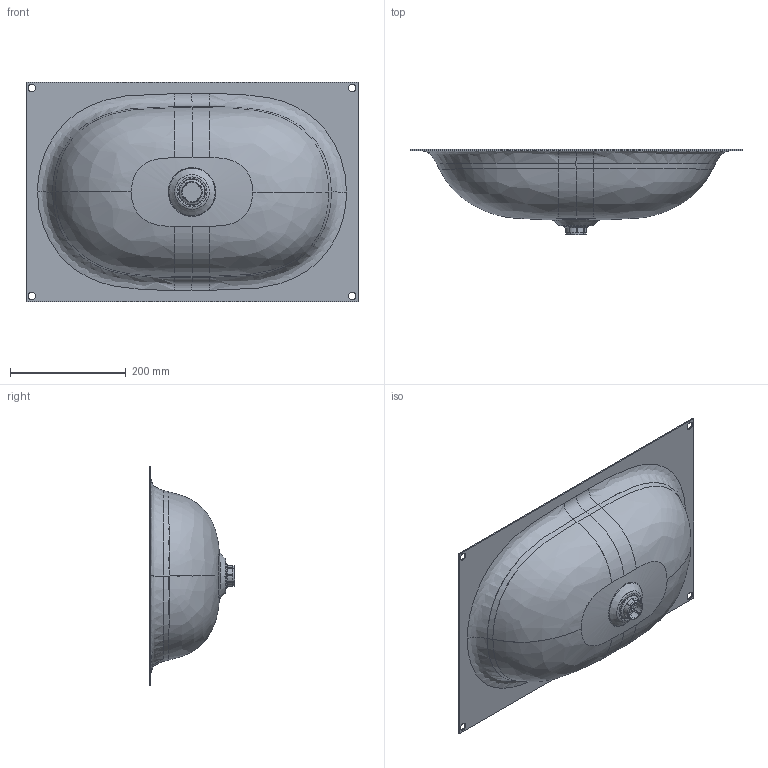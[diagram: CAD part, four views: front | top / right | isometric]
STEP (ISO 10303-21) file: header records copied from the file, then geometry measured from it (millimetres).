
FILE_DESCRIPTION((' '),'2;1');
FILE_NAME( '19396c0f5f39c4c3.stp', '2024-12-05T13:17:28', (' '), ('--- Datakit www.datakit.com---'), ' Datakit CrossCadWare V2022.3 Jun 15 2022', 'DATAKIT 2024 (c)', ' ');
FILE_SCHEMA(('CONFIG_CONTROL_DESIGN'));
Length unit declared in the file: millimetre
Products named in the file (1): 19396be93f3ddec3
Bounding box: 574 x 147 x 380 mm (x, y, z)
Volume: 588461.8 mm3; surface area: 590707.3 mm2
Topology: 3 solids, 3 shells, 139 faces, 355 edges, 220 vertices
Faces by surface type: plane 38, cylinder 38, bspline 31, offset 22, torus 4, cone 4, sphere 2
Full cylindrical faces by diameter (mm): 13 x4, 43.8 x1, 46 x1
Entity records: 19630 total; most frequent: CARTESIAN_POINT 16749, ORIENTED_EDGE 654, DIRECTION 423, EDGE_CURVE 327, VERTEX_POINT 212, EDGE_LOOP 174, AXIS2_PLACEMENT_3D 150, B_SPLINE_CURVE_WITH_KNOTS 142
